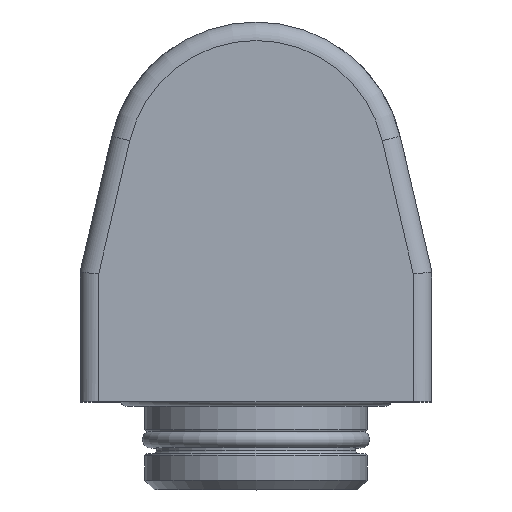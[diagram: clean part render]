
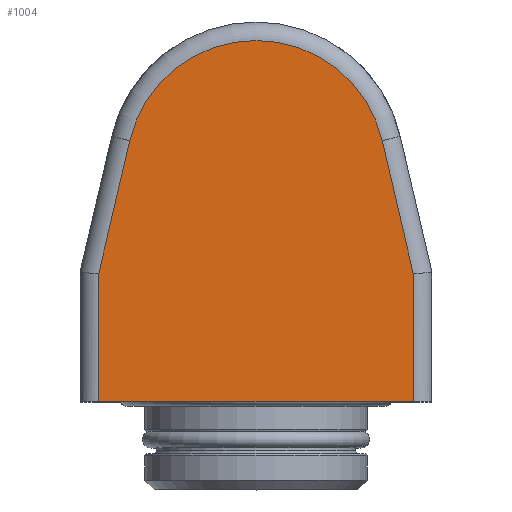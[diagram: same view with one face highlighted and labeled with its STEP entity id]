
A CAD part, top view. The second image highlights one B-rep face of the part: STEP entity #1004.
In plain terms, the highlighted planar face has unit normal (0, 0, 1).
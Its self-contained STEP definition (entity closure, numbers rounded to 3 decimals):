
#35=LINE($,#1598,#91);
#36=LINE($,#1603,#92);
#38=LINE($,#1612,#94);
#39=LINE($,#1617,#95);
#40=LINE($,#1619,#96);
#91=VECTOR($,#1295,13.77);
#92=VECTOR($,#1300,14.803);
#94=VECTOR($,#1312,14.803);
#95=VECTOR($,#1319,13.77);
#96=VECTOR($,#1322,34.);
#144=PLANE($,#1107);
#309=FACE_OUTER_BOUND($,#385,.T.);
#385=EDGE_LOOP($,(#789,#790,#791,#792,#793,#794));
#471=CIRCLE($,#1101,14.);
#539=VERTEX_POINT($,#1591);
#542=VERTEX_POINT($,#1596);
#544=VERTEX_POINT($,#1601);
#545=VERTEX_POINT($,#1606);
#546=VERTEX_POINT($,#1611);
#547=VERTEX_POINT($,#1615);
#635=EDGE_CURVE($,#542,#539,#35,.T.);
#637=EDGE_CURVE($,#544,#542,#36,.T.);
#640=EDGE_CURVE($,#545,#544,#471,.T.);
#642=EDGE_CURVE($,#546,#545,#38,.T.);
#645=EDGE_CURVE($,#547,#546,#39,.T.);
#646=EDGE_CURVE($,#547,#539,#40,.T.);
#789=ORIENTED_EDGE($,*,*,#635,.F.);
#790=ORIENTED_EDGE($,*,*,#637,.F.);
#791=ORIENTED_EDGE($,*,*,#640,.F.);
#792=ORIENTED_EDGE($,*,*,#642,.F.);
#793=ORIENTED_EDGE($,*,*,#645,.F.);
#794=ORIENTED_EDGE($,*,*,#646,.T.);
#1004=ADVANCED_FACE($,(#309),#144,.F.);
#1101=AXIS2_PLACEMENT_3D($,#1608,#1306,#1307);
#1107=AXIS2_PLACEMENT_3D($,#1618,#1320,#1321);
#1295=DIRECTION($,(0.,-1.,0.));
#1300=DIRECTION($,(0.227,-0.974,0.));
#1306=DIRECTION('center_axis',(0.,0.,-1.));
#1307=DIRECTION('ref_axis',(0.,1.,0.));
#1312=DIRECTION($,(0.227,0.974,0.));
#1319=DIRECTION($,(0.,1.,0.));
#1320=DIRECTION('center_axis',(0.,0.,-1.));
#1321=DIRECTION('ref_axis',(-1.,0.,0.));
#1322=DIRECTION($,(1.,0.,0.));
#1591=CARTESIAN_POINT('',(17.,-25.,74.));
#1596=CARTESIAN_POINT('',(17.,-11.23,74.));
#1598=CARTESIAN_POINT($,(17.,-12.5,74.));
#1601=CARTESIAN_POINT('',(13.633,3.184,74.));
#1603=CARTESIAN_POINT($,(15.343,-4.135,74.));
#1606=CARTESIAN_POINT('',(-13.633,3.184,74.));
#1608=CARTESIAN_POINT('Origin',(0.,0.,74.));
#1611=CARTESIAN_POINT('',(-17.,-11.23,74.));
#1612=CARTESIAN_POINT($,(-13.633,3.184,74.));
#1615=CARTESIAN_POINT('',(-17.,-25.,74.));
#1617=CARTESIAN_POINT($,(-17.,-5.5,74.));
#1618=CARTESIAN_POINT('Origin',(0.,0.,74.));
#1619=CARTESIAN_POINT($,(-19.,-25.,74.));
